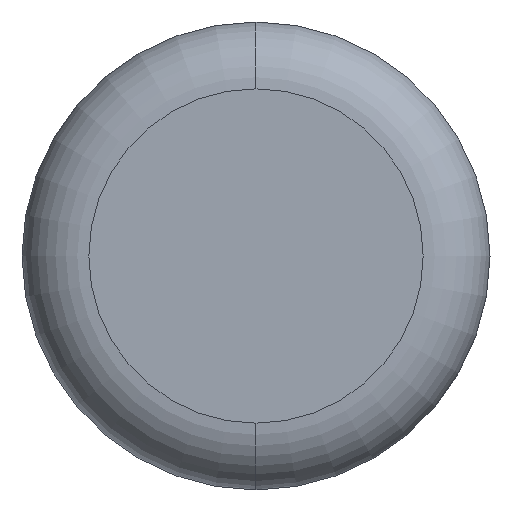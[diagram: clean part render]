
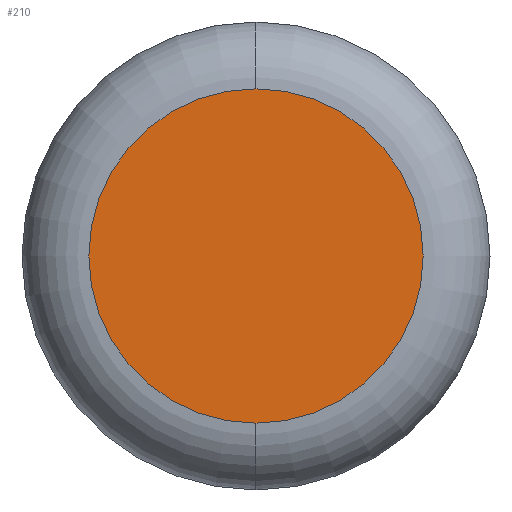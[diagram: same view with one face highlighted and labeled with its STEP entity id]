
A CAD part, left-side view. The second image highlights one B-rep face of the part: STEP entity #210.
In plain terms, the highlighted planar face has unit normal (-1, 0, 0).
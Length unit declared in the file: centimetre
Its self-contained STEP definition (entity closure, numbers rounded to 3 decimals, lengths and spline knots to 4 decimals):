
#1 = CARTESIAN_POINT ( 'NONE',  ( 0., 0., 0. ) ) ;
#5 = FACE_OUTER_BOUND ( 'NONE', #60, .T. ) ;
#21 = DIRECTION ( 'NONE',  ( 0., 0., -1. ) ) ;
#27 = AXIS2_PLACEMENT_3D ( 'NONE', #41, #110, #77 ) ;
#37 = DIRECTION ( 'NONE',  ( 0., 0., -1. ) ) ;
#41 = CARTESIAN_POINT ( 'NONE',  ( 0., 0., 0. ) ) ;
#60 = EDGE_LOOP ( 'NONE', ( #73, #157 ) ) ;
#69 = DIRECTION ( 'NONE',  ( -1., 0., 0. ) ) ;
#72 = AXIS2_PLACEMENT_3D ( 'NONE', #1, #111, #21 ) ;
#73 = ORIENTED_EDGE ( 'NONE', *, *, #137, .T. ) ;
#77 = DIRECTION ( 'NONE',  ( 0., 0., -1. ) ) ;
#85 = CARTESIAN_POINT ( 'NONE',  ( 0., 0., 0.25 ) ) ;
#96 = VERTEX_POINT ( 'NONE', #85 ) ;
#110 = DIRECTION ( 'NONE',  ( 1., 0., 0. ) ) ;
#111 = DIRECTION ( 'NONE',  ( -1., 0., 0. ) ) ;
#115 = VERTEX_POINT ( 'NONE', #158 ) ;
#119 = CIRCLE ( 'NONE', #72, 0.25 ) ;
#125 = PLANE ( 'NONE',  #27 ) ;
#137 = EDGE_CURVE ( 'NONE', #115, #96, #213, .T. ) ;
#153 = AXIS2_PLACEMENT_3D ( 'NONE', #217, #69, #37 ) ;
#157 = ORIENTED_EDGE ( 'NONE', *, *, #212, .T. ) ;
#158 = CARTESIAN_POINT ( 'NONE',  ( 0., 0., -0.25 ) ) ;
#210 = ADVANCED_FACE ( 'NONE', ( #5 ), #125, .F. ) ;
#212 = EDGE_CURVE ( 'NONE', #96, #115, #119, .T. ) ;
#213 = CIRCLE ( 'NONE', #153, 0.25 ) ;
#217 = CARTESIAN_POINT ( 'NONE',  ( 0., 0., 0. ) ) ;
